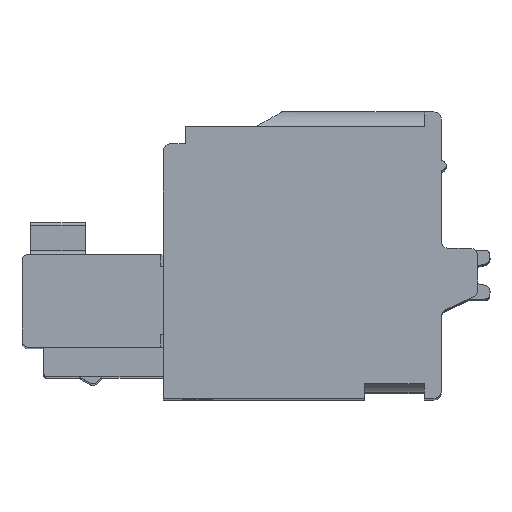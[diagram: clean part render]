
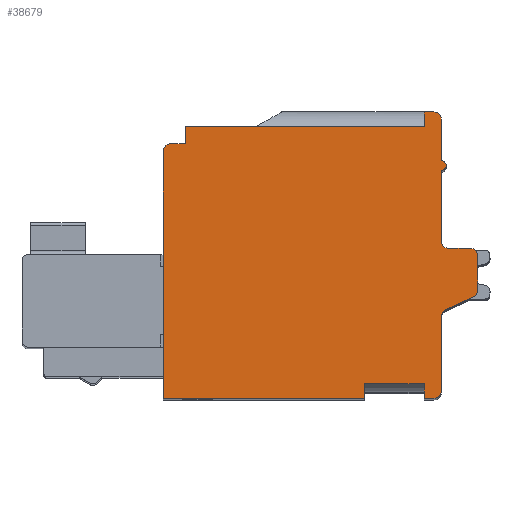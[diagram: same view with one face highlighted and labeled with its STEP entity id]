
A CAD part, top view. The second image highlights one B-rep face of the part: STEP entity #38679.
In plain terms, the highlighted planar face has unit normal (0, 0, 1).
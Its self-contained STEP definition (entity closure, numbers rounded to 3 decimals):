
#323=DIRECTION('',(0.,1.,0.));
#324=VECTOR('',#323,3.059);
#325=CARTESIAN_POINT('',(0.7,0.3,20.));
#326=LINE('',#325,#324);
#2504=DIRECTION('',(0.,-1.,0.));
#2505=VECTOR('',#2504,0.6);
#2506=CARTESIAN_POINT('',(0.,0.6,20.));
#2507=LINE('',#2506,#2505);
#7795=DIRECTION('',(0.,-1.,0.));
#7796=VECTOR('',#7795,0.7);
#7797=CARTESIAN_POINT('',(-9.8,11.15,20.));
#7798=LINE('',#7797,#7796);
#7899=DIRECTION('',(-1.,0.,0.));
#7900=VECTOR('',#7899,9.8);
#7901=CARTESIAN_POINT('',(0.,11.15,20.));
#7902=LINE('',#7901,#7900);
#8993=CARTESIAN_POINT('',(0.7,9.55,20.));
#8994=DIRECTION('',(0.,0.,1.));
#8995=DIRECTION('',(0.,-1.,0.));
#8996=AXIS2_PLACEMENT_3D('',#8993,#8994,#8995);
#9139=DIRECTION('',(0.,1.,0.));
#9140=VECTOR('',#9139,2.9);
#9141=CARTESIAN_POINT('',(0.7,6.45,20.));
#9142=LINE('',#9141,#9140);
#9407=DIRECTION('',(0.,1.,0.));
#9408=VECTOR('',#9407,10.15);
#9409=CARTESIAN_POINT('',(-10.7,0.,20.));
#9410=LINE('',#9409,#9408);
#9411=CARTESIAN_POINT('',(-10.4,10.15,20.));
#9412=DIRECTION('',(0.,0.,-1.));
#9413=DIRECTION('',(-1.,0.,0.));
#9414=AXIS2_PLACEMENT_3D('',#9411,#9412,#9413);
#9416=DIRECTION('',(1.,0.,0.));
#9417=VECTOR('',#9416,0.6);
#9418=CARTESIAN_POINT('',(-10.4,10.45,20.));
#9419=LINE('',#9418,#9417);
#9420=DIRECTION('',(1.,0.,0.));
#9421=VECTOR('',#9420,0.4);
#9422=CARTESIAN_POINT('',(0.,11.75,20.));
#9423=LINE('',#9422,#9421);
#9424=CARTESIAN_POINT('',(0.4,11.45,20.));
#9425=DIRECTION('',(0.,0.,-1.));
#9426=DIRECTION('',(0.,1.,0.));
#9427=AXIS2_PLACEMENT_3D('',#9424,#9425,#9426);
#9429=DIRECTION('',(0.,-1.,0.));
#9430=VECTOR('',#9429,1.7);
#9431=CARTESIAN_POINT('',(0.7,11.45,20.));
#9432=LINE('',#9431,#9430);
#9433=CARTESIAN_POINT('',(1.,6.45,20.));
#9434=DIRECTION('',(0.,0.,1.));
#9435=DIRECTION('',(-1.,0.,0.));
#9436=AXIS2_PLACEMENT_3D('',#9433,#9434,#9435);
#9438=DIRECTION('',(1.,0.,0.));
#9439=VECTOR('',#9438,0.9);
#9440=CARTESIAN_POINT('',(1.,6.15,20.));
#9441=LINE('',#9440,#9439);
#9442=CARTESIAN_POINT('',(1.9,5.85,20.));
#9443=DIRECTION('',(0.,0.,-1.));
#9444=DIRECTION('',(0.,1.,0.));
#9445=AXIS2_PLACEMENT_3D('',#9442,#9443,#9444);
#9447=DIRECTION('',(0.,-1.,0.));
#9448=VECTOR('',#9447,1.409);
#9449=CARTESIAN_POINT('',(2.2,5.85,20.));
#9450=LINE('',#9449,#9448);
#9451=CARTESIAN_POINT('',(1.9,4.441,20.));
#9452=DIRECTION('',(0.,0.,-1.));
#9453=DIRECTION('',(1.,0.,0.));
#9454=AXIS2_PLACEMENT_3D('',#9451,#9452,#9453);
#9456=DIRECTION('',(-0.906,-0.423,0.));
#9457=VECTOR('',#9456,1.273);
#9458=CARTESIAN_POINT('',(2.027,4.169,20.));
#9459=LINE('',#9458,#9457);
#9460=CARTESIAN_POINT('',(1.,3.359,20.));
#9461=DIRECTION('',(0.,0.,1.));
#9462=DIRECTION('',(-0.423,0.906,0.));
#9463=AXIS2_PLACEMENT_3D('',#9460,#9461,#9462);
#9465=CARTESIAN_POINT('',(0.4,0.3,20.));
#9466=DIRECTION('',(0.,0.,-1.));
#9467=DIRECTION('',(1.,0.,0.));
#9468=AXIS2_PLACEMENT_3D('',#9465,#9466,#9467);
#9470=DIRECTION('',(-1.,0.,0.));
#9471=VECTOR('',#9470,0.4);
#9472=CARTESIAN_POINT('',(0.4,0.,20.));
#9473=LINE('',#9472,#9471);
#9474=DIRECTION('',(0.,-1.,0.));
#9475=VECTOR('',#9474,0.6);
#9476=CARTESIAN_POINT('',(-2.45,0.6,20.));
#9477=LINE('',#9476,#9475);
#9478=DIRECTION('',(-1.,0.,0.));
#9479=VECTOR('',#9478,8.25);
#9480=CARTESIAN_POINT('',(-2.45,0.,20.));
#9481=LINE('',#9480,#9479);
#9713=DIRECTION('',(0.,-1.,0.));
#9714=VECTOR('',#9713,0.6);
#9715=CARTESIAN_POINT('',(0.,11.75,20.));
#9716=LINE('',#9715,#9714);
#9775=DIRECTION('',(1.,0.,0.));
#9776=VECTOR('',#9775,2.45);
#9777=CARTESIAN_POINT('',(-2.45,0.6,20.));
#9778=LINE('',#9777,#9776);
#25967=CARTESIAN_POINT('',(-2.45,0.,20.));
#25968=CARTESIAN_POINT('',(-10.7,0.,20.));
#25969=VERTEX_POINT('',#25967);
#25970=VERTEX_POINT('',#25968);
#26023=CARTESIAN_POINT('',(-10.7,10.15,20.));
#26024=VERTEX_POINT('',#26023);
#26165=CARTESIAN_POINT('',(-9.8,11.15,20.));
#26166=CARTESIAN_POINT('',(-9.8,10.45,20.));
#26167=VERTEX_POINT('',#26165);
#26168=VERTEX_POINT('',#26166);
#26185=CARTESIAN_POINT('',(0.,11.15,20.));
#26186=VERTEX_POINT('',#26185);
#26205=CARTESIAN_POINT('',(0.,11.75,20.));
#26206=CARTESIAN_POINT('',(0.4,11.75,20.));
#26207=VERTEX_POINT('',#26205);
#26208=VERTEX_POINT('',#26206);
#26209=CARTESIAN_POINT('',(0.7,11.45,20.));
#26210=VERTEX_POINT('',#26209);
#26219=CARTESIAN_POINT('',(0.7,9.75,20.));
#26220=VERTEX_POINT('',#26219);
#26229=CARTESIAN_POINT('',(0.7,6.45,20.));
#26230=VERTEX_POINT('',#26229);
#26231=CARTESIAN_POINT('',(0.7,9.35,20.));
#26232=VERTEX_POINT('',#26231);
#26247=CARTESIAN_POINT('',(0.7,0.3,20.));
#26248=CARTESIAN_POINT('',(0.7,3.359,20.));
#26249=VERTEX_POINT('',#26247);
#26250=VERTEX_POINT('',#26248);
#26285=CARTESIAN_POINT('',(0.4,0.,20.));
#26286=VERTEX_POINT('',#26285);
#26287=CARTESIAN_POINT('',(0.,0.,20.));
#26288=VERTEX_POINT('',#26287);
#26290=CARTESIAN_POINT('',(0.,0.6,20.));
#26292=VERTEX_POINT('',#26290);
#26297=CARTESIAN_POINT('',(-2.45,0.6,20.));
#26298=VERTEX_POINT('',#26297);
#26301=CARTESIAN_POINT('',(-10.4,10.45,20.));
#26302=VERTEX_POINT('',#26301);
#26303=CARTESIAN_POINT('',(1.,6.15,20.));
#26304=VERTEX_POINT('',#26303);
#26305=CARTESIAN_POINT('',(1.9,6.15,20.));
#26306=VERTEX_POINT('',#26305);
#26307=CARTESIAN_POINT('',(2.2,5.85,20.));
#26308=VERTEX_POINT('',#26307);
#26309=CARTESIAN_POINT('',(2.2,4.441,20.));
#26310=VERTEX_POINT('',#26309);
#26311=CARTESIAN_POINT('',(2.027,4.169,20.));
#26312=VERTEX_POINT('',#26311);
#26313=CARTESIAN_POINT('',(0.873,3.631,20.));
#26314=VERTEX_POINT('',#26313);
#38637=CARTESIAN_POINT('',(-1.384,8.507,20.));
#38638=DIRECTION('',(0.,0.,1.));
#38639=DIRECTION('',(1.,0.,0.));
#38640=AXIS2_PLACEMENT_3D('',#38637,#38638,#38639);
#38641=PLANE('',#38640);
#38642=ORIENTED_EDGE('',*,*,#31598,.T.);
#38644=ORIENTED_EDGE('',*,*,#38643,.T.);
#38646=ORIENTED_EDGE('',*,*,#38645,.T.);
#38647=ORIENTED_EDGE('',*,*,#36476,.F.);
#38648=ORIENTED_EDGE('',*,*,#36631,.F.);
#38650=ORIENTED_EDGE('',*,*,#38649,.F.);
#38651=ORIENTED_EDGE('',*,*,#38029,.T.);
#38652=ORIENTED_EDGE('',*,*,#38076,.T.);
#38653=ORIENTED_EDGE('',*,*,#38099,.T.);
#38654=ORIENTED_EDGE('',*,*,#38234,.F.);
#38655=ORIENTED_EDGE('',*,*,#38305,.F.);
#38657=ORIENTED_EDGE('',*,*,#38656,.T.);
#38659=ORIENTED_EDGE('',*,*,#38658,.T.);
#38661=ORIENTED_EDGE('',*,*,#38660,.T.);
#38663=ORIENTED_EDGE('',*,*,#38662,.T.);
#38665=ORIENTED_EDGE('',*,*,#38664,.T.);
#38667=ORIENTED_EDGE('',*,*,#38666,.T.);
#38668=ORIENTED_EDGE('',*,*,#38628,.T.);
#38669=ORIENTED_EDGE('',*,*,#26643,.F.);
#38670=ORIENTED_EDGE('',*,*,#29024,.T.);
#38671=ORIENTED_EDGE('',*,*,#29039,.T.);
#38672=ORIENTED_EDGE('',*,*,#29058,.F.);
#38674=ORIENTED_EDGE('',*,*,#38673,.F.);
#38675=ORIENTED_EDGE('',*,*,#29148,.T.);
#38676=ORIENTED_EDGE('',*,*,#29227,.T.);
#38677=EDGE_LOOP('',(#38642,#38644,#38646,#38647,#38648,#38650,#38651,#38652,
#38653,#38654,#38655,#38657,#38659,#38661,#38663,#38665,#38667,#38668,#38669,
#38670,#38671,#38672,#38674,#38675,#38676));
#38678=FACE_OUTER_BOUND('',#38677,.F.);
#8997=CIRCLE('',#8996,0.2);
#9415=CIRCLE('',#9414,0.3);
#9428=CIRCLE('',#9427,0.3);
#9437=CIRCLE('',#9436,0.3);
#9446=CIRCLE('',#9445,0.3);
#9455=CIRCLE('',#9454,0.3);
#9464=CIRCLE('',#9463,0.3);
#9469=CIRCLE('',#9468,0.3);
#26643=EDGE_CURVE('',#26249,#26250,#326,.T.);
#29024=EDGE_CURVE('',#26249,#26286,#9469,.T.);
#29039=EDGE_CURVE('',#26286,#26288,#9473,.T.);
#29058=EDGE_CURVE('',#26292,#26288,#2507,.T.);
#29148=EDGE_CURVE('',#26298,#25969,#9477,.T.);
#29227=EDGE_CURVE('',#25969,#25970,#9481,.T.);
#31598=EDGE_CURVE('',#25970,#26024,#9410,.T.);
#36476=EDGE_CURVE('',#26167,#26168,#7798,.T.);
#36631=EDGE_CURVE('',#26186,#26167,#7902,.T.);
#38029=EDGE_CURVE('',#26207,#26208,#9423,.T.);
#38076=EDGE_CURVE('',#26208,#26210,#9428,.T.);
#38099=EDGE_CURVE('',#26210,#26220,#9432,.T.);
#38234=EDGE_CURVE('',#26232,#26220,#8997,.T.);
#38305=EDGE_CURVE('',#26230,#26232,#9142,.T.);
#38628=EDGE_CURVE('',#26314,#26250,#9464,.T.);
#38643=EDGE_CURVE('',#26024,#26302,#9415,.T.);
#38645=EDGE_CURVE('',#26302,#26168,#9419,.T.);
#38649=EDGE_CURVE('',#26207,#26186,#9716,.T.);
#38656=EDGE_CURVE('',#26230,#26304,#9437,.T.);
#38658=EDGE_CURVE('',#26304,#26306,#9441,.T.);
#38660=EDGE_CURVE('',#26306,#26308,#9446,.T.);
#38662=EDGE_CURVE('',#26308,#26310,#9450,.T.);
#38664=EDGE_CURVE('',#26310,#26312,#9455,.T.);
#38666=EDGE_CURVE('',#26312,#26314,#9459,.T.);
#38673=EDGE_CURVE('',#26298,#26292,#9778,.T.);
#38679=ADVANCED_FACE('',(#38678),#38641,.T.);
